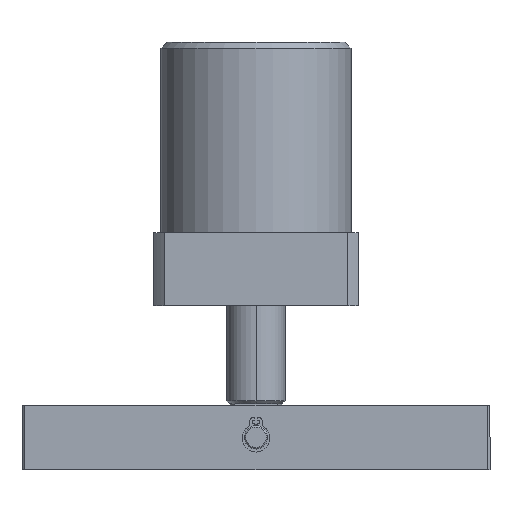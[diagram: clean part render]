
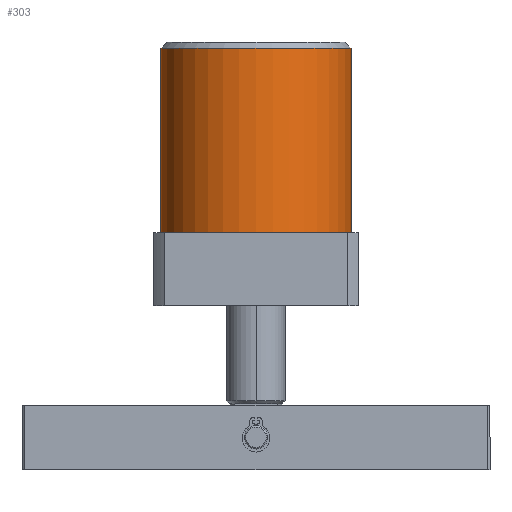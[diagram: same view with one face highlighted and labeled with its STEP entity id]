
A CAD part, front view. The second image highlights one B-rep face of the part: STEP entity #303.
In plain terms, the highlighted cylindrical face has radius 32.5 mm (diameter 65 mm), a partial arc.
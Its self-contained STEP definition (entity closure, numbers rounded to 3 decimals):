
#303 = ADVANCED_FACE ( 'NONE', ( #2398 ), #2391, .T. ) ;
#440 = CIRCLE ( 'NONE', #2178, 32.5 ) ;
#731 = EDGE_CURVE ( 'NONE', #6465, #6458, #2501, .T. ) ;
#733 = EDGE_CURVE ( 'NONE', #6510, #6455, #2486, .T. ) ;
#1837 = EDGE_CURVE ( 'NONE', #6510, #6465, #2564, .T. ) ;
#1988 = AXIS2_PLACEMENT_3D ( 'NONE', #6221, #6224, #6227 ) ;
#2106 = AXIS2_PLACEMENT_3D ( 'NONE', #5765, #5764, #5762 ) ;
#2178 = AXIS2_PLACEMENT_3D ( 'NONE', #3713, #3714, #3715 ) ;
#2391 = CYLINDRICAL_SURFACE ( 'NONE', #1988, 32.5 ) ;
#2398 = FACE_OUTER_BOUND ( 'NONE', #4992, .T. ) ;
#2475 = VECTOR ( 'NONE', #6696, 1000. ) ;
#2485 = VECTOR ( 'NONE', #6720, 1000. ) ;
#2486 = LINE ( 'NONE', #6685, #2475 ) ;
#2501 = LINE ( 'NONE', #6703, #2485 ) ;
#2564 = CIRCLE ( 'NONE', #2106, 32.5 ) ;
#2767 = ORIENTED_EDGE ( 'NONE', *, *, #731, .T. ) ;
#2800 = ORIENTED_EDGE ( 'NONE', *, *, #733, .F. ) ;
#3713 = CARTESIAN_POINT ( 'NONE',  ( 0., 0., 25. ) ) ;
#3714 = DIRECTION ( 'NONE',  ( 0., 0., 1. ) ) ;
#3715 = DIRECTION ( 'NONE',  ( 1., 0., 0. ) ) ;
#4086 = CARTESIAN_POINT ( 'NONE',  ( 32.5, 0., 25. ) ) ;
#4091 = CARTESIAN_POINT ( 'NONE',  ( -32.5, 0., 25. ) ) ;
#4104 = CARTESIAN_POINT ( 'NONE',  ( -32.5, 0., 88. ) ) ;
#4183 = CARTESIAN_POINT ( 'NONE',  ( 32.5, 0., 88. ) ) ;
#4992 = EDGE_LOOP ( 'NONE', ( #2800, #5520, #2767, #5454 ) ) ;
#5454 = ORIENTED_EDGE ( 'NONE', *, *, #6017, .T. ) ;
#5520 = ORIENTED_EDGE ( 'NONE', *, *, #1837, .T. ) ;
#5762 = DIRECTION ( 'NONE',  ( 1., 0., 0. ) ) ;
#5764 = DIRECTION ( 'NONE',  ( 0., 0., -1. ) ) ;
#5765 = CARTESIAN_POINT ( 'NONE',  ( 0., 0., 88. ) ) ;
#6017 = EDGE_CURVE ( 'NONE', #6458, #6455, #440, .T. ) ;
#6221 = CARTESIAN_POINT ( 'NONE',  ( 0., 0., 90. ) ) ;
#6224 = DIRECTION ( 'NONE',  ( 0., 0., -1. ) ) ;
#6227 = DIRECTION ( 'NONE',  ( -1., 0., 0. ) ) ;
#6455 = VERTEX_POINT ( 'NONE', #4086 ) ;
#6458 = VERTEX_POINT ( 'NONE', #4091 ) ;
#6465 = VERTEX_POINT ( 'NONE', #4104 ) ;
#6510 = VERTEX_POINT ( 'NONE', #4183 ) ;
#6685 = CARTESIAN_POINT ( 'NONE',  ( 32.5, 0., 90. ) ) ;
#6696 = DIRECTION ( 'NONE',  ( 0., 0., -1. ) ) ;
#6703 = CARTESIAN_POINT ( 'NONE',  ( -32.5, 0., 90. ) ) ;
#6720 = DIRECTION ( 'NONE',  ( 0., 0., -1. ) ) ;
